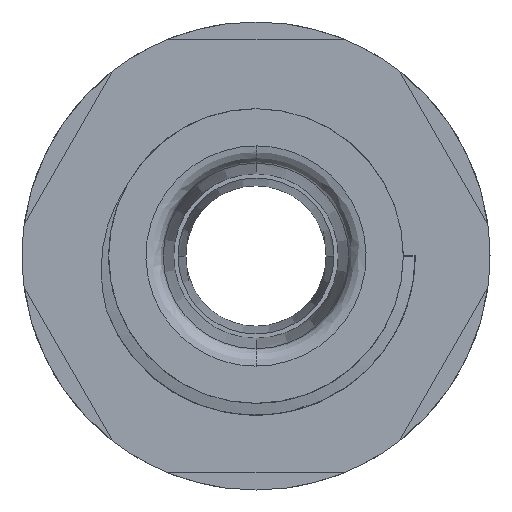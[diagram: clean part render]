
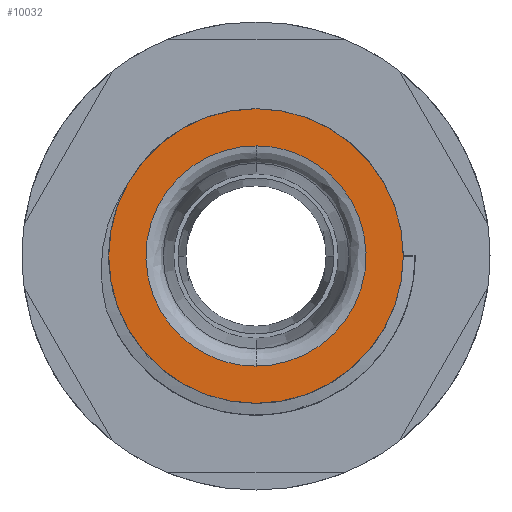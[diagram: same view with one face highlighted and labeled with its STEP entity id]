
A CAD part, front view. The second image highlights one B-rep face of the part: STEP entity #10032.
In plain terms, the highlighted planar face has unit normal (0, -1, 0).
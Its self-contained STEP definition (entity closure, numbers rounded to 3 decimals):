
#697 =( BOUNDED_CURVE ( )  B_SPLINE_CURVE ( 3, ( #15229, #15247, #15248, #15231 ),
 .UNSPECIFIED., .F., .T. ) 
 B_SPLINE_CURVE_WITH_KNOTS ( ( 4, 4 ),
 ( 0., 1. ),
 .UNSPECIFIED. ) 
 CURVE ( )  GEOMETRIC_REPRESENTATION_ITEM ( )  RATIONAL_B_SPLINE_CURVE ( ( 1., 0.333, 0.333, 1. ) ) 
 REPRESENTATION_ITEM ( '' )  );
#717 =( BOUNDED_CURVE ( )  B_SPLINE_CURVE ( 3, ( #3926, #3971, #3960, #3935 ),
 .UNSPECIFIED., .F., .T. ) 
 B_SPLINE_CURVE_WITH_KNOTS ( ( 4, 4 ),
 ( 0., 1. ),
 .UNSPECIFIED. ) 
 CURVE ( )  GEOMETRIC_REPRESENTATION_ITEM ( )  RATIONAL_B_SPLINE_CURVE ( ( 1., 0.333, 0.333, 1. ) ) 
 REPRESENTATION_ITEM ( '' )  );
#741 = ORIENTED_EDGE ( 'NONE', *, *, #6417, .F. ) ;
#974 = EDGE_LOOP ( 'NONE', ( #1183, #1112 ) ) ;
#999 = EDGE_LOOP ( 'NONE', ( #741, #1119 ) ) ;
#1112 = ORIENTED_EDGE ( 'NONE', *, *, #9996, .F. ) ;
#1119 = ORIENTED_EDGE ( 'NONE', *, *, #9919, .F. ) ;
#1183 = ORIENTED_EDGE ( 'NONE', *, *, #6424, .F. ) ;
#3926 = CARTESIAN_POINT ( 'NONE',  ( 0., -14.667, -6.35 ) ) ;
#3935 = CARTESIAN_POINT ( 'NONE',  ( 0., -14.667, 6.35 ) ) ;
#3960 = CARTESIAN_POINT ( 'NONE',  ( 12.7, -14.667, 6.35 ) ) ;
#3971 = CARTESIAN_POINT ( 'NONE',  ( 12.7, -14.667, -6.35 ) ) ;
#4531 = CARTESIAN_POINT ( 'NONE',  ( 0., -14.667, 0. ) ) ;
#4558 = DIRECTION ( 'NONE',  ( 0., 1., 0. ) ) ;
#4563 = DIRECTION ( 'NONE',  ( 0., 0., -1. ) ) ;
#6417 = EDGE_CURVE ( 'NONE', #8893, #18394, #15705, .T. ) ;
#6424 = EDGE_CURVE ( 'NONE', #18827, #18808, #717, .T. ) ;
#8893 = VERTEX_POINT ( 'NONE', #11470 ) ;
#9919 = EDGE_CURVE ( 'NONE', #18394, #8893, #17566, .T. ) ;
#9996 = EDGE_CURVE ( 'NONE', #18808, #18827, #697, .T. ) ;
#10032 = ADVANCED_FACE ( 'NONE', ( #21030, #21029 ), #20829, .F. ) ;
#11470 = CARTESIAN_POINT ( 'NONE',  ( 0., -14.667, -8.5 ) ) ;
#11991 = DIRECTION ( 'NONE',  ( 0., 1., 0. ) ) ;
#12000 = DIRECTION ( 'NONE',  ( 0., 0., -1. ) ) ;
#12012 = CARTESIAN_POINT ( 'NONE',  ( 0., -14.667, 0. ) ) ;
#15229 = CARTESIAN_POINT ( 'NONE',  ( 0., -14.667, 6.35 ) ) ;
#15231 = CARTESIAN_POINT ( 'NONE',  ( 0., -14.667, -6.35 ) ) ;
#15247 = CARTESIAN_POINT ( 'NONE',  ( -12.7, -14.667, 6.35 ) ) ;
#15248 = CARTESIAN_POINT ( 'NONE',  ( -12.7, -14.667, -6.35 ) ) ;
#15705 = CIRCLE ( 'NONE', #15707, 8.5 ) ;
#15707 = AXIS2_PLACEMENT_3D ( 'NONE', #4531, #4558, #4563 ) ;
#17550 = AXIS2_PLACEMENT_3D ( 'NONE', #12012, #11991, #12000 ) ;
#17566 = CIRCLE ( 'NONE', #17550, 8.5 ) ;
#17573 = AXIS2_PLACEMENT_3D ( 'NONE', #21087, #21069, #21093 ) ;
#18394 = VERTEX_POINT ( 'NONE', #22066 ) ;
#18808 = VERTEX_POINT ( 'NONE', #22516 ) ;
#18827 = VERTEX_POINT ( 'NONE', #22518 ) ;
#20829 = PLANE ( 'NONE',  #17573 ) ;
#21029 = FACE_BOUND ( 'NONE', #974, .T. ) ;
#21030 = FACE_OUTER_BOUND ( 'NONE', #999, .T. ) ;
#21069 = DIRECTION ( 'NONE',  ( 0., 1., 0. ) ) ;
#21087 = CARTESIAN_POINT ( 'NONE',  ( -8., -14.667, 0. ) ) ;
#21093 = DIRECTION ( 'NONE',  ( 0., 0., 1. ) ) ;
#22066 = CARTESIAN_POINT ( 'NONE',  ( 0., -14.667, 8.5 ) ) ;
#22516 = CARTESIAN_POINT ( 'NONE',  ( 0., -14.667, 6.35 ) ) ;
#22518 = CARTESIAN_POINT ( 'NONE',  ( 0., -14.667, -6.35 ) ) ;
